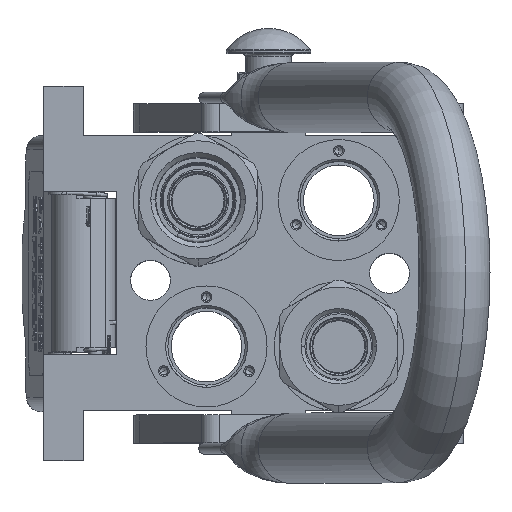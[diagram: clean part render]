
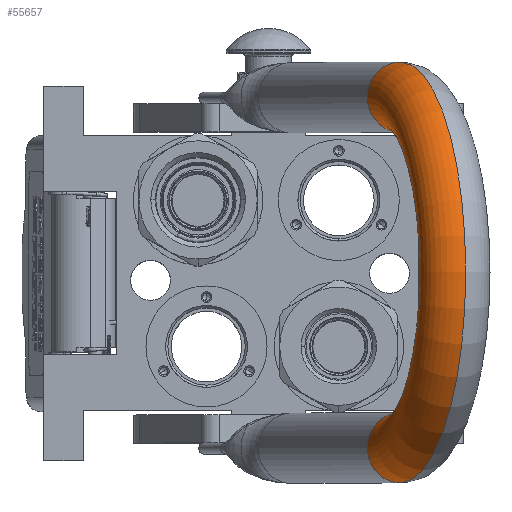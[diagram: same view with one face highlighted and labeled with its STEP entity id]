
A CAD part, top view. The second image highlights one B-rep face of the part: STEP entity #55657.
In plain terms, the highlighted toroidal (fillet/blend) face has major radius 62.25 mm and minor radius 12.5 mm.
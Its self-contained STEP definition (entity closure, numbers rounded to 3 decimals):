
#2514 = DIRECTION ( 'NONE',  ( 0., 0., 1. ) ) ;
#3447 = FACE_OUTER_BOUND ( 'NONE', #38980, .T. ) ;
#6081 = EDGE_CURVE ( 'NONE', #82506, #6805, #41841, .T. ) ;
#6805 = VERTEX_POINT ( 'NONE', #48334 ) ;
#14296 = CARTESIAN_POINT ( 'NONE',  ( 62.25, 0., 125.25 ) ) ;
#15329 = DIRECTION ( 'NONE',  ( 0., 1., 0. ) ) ;
#26647 = DIRECTION ( 'NONE',  ( -1., 0., 0. ) ) ;
#29352 = CARTESIAN_POINT ( 'NONE',  ( -74.75, 0., 125.25 ) ) ;
#36366 = CARTESIAN_POINT ( 'NONE',  ( 0., 0., 125.25 ) ) ;
#38980 = EDGE_LOOP ( 'NONE', ( #106546, #110250, #90391, #85176 ) ) ;
#41841 = CIRCLE ( 'NONE', #84236, 12.5 ) ;
#44244 = VERTEX_POINT ( 'NONE', #114723 ) ;
#47952 = CIRCLE ( 'NONE', #104768, 49.75 ) ;
#48334 = CARTESIAN_POINT ( 'NONE',  ( -49.75, 0., 125.25 ) ) ;
#48365 = TOROIDAL_SURFACE ( 'NONE', #68480, 62.25, 12.5 ) ;
#50821 = DIRECTION ( 'NONE',  ( -1., 0., 0. ) ) ;
#52967 = AXIS2_PLACEMENT_3D ( 'NONE', #124392, #70388, #50821 ) ;
#55657 = ADVANCED_FACE ( 'NONE', ( #3447 ), #48365, .T. ) ;
#55936 = CARTESIAN_POINT ( 'NONE',  ( -62.25, 0., 125.25 ) ) ;
#59031 = AXIS2_PLACEMENT_3D ( 'NONE', #14296, #99916, #132543 ) ;
#68480 = AXIS2_PLACEMENT_3D ( 'NONE', #88784, #15329, #111159 ) ;
#68939 = DIRECTION ( 'NONE',  ( 0., 1., 0. ) ) ;
#69794 = CIRCLE ( 'NONE', #59031, 12.5 ) ;
#70388 = DIRECTION ( 'NONE',  ( 0., 1., 0. ) ) ;
#75996 = DIRECTION ( 'NONE',  ( -1., 0., 0. ) ) ;
#82506 = VERTEX_POINT ( 'NONE', #29352 ) ;
#84236 = AXIS2_PLACEMENT_3D ( 'NONE', #55936, #2514, #75996 ) ;
#85176 = ORIENTED_EDGE ( 'NONE', *, *, #6081, .T. ) ;
#88784 = CARTESIAN_POINT ( 'NONE',  ( 0., 0., 125.25 ) ) ;
#90391 = ORIENTED_EDGE ( 'NONE', *, *, #109564, .F. ) ;
#95430 = CIRCLE ( 'NONE', #52967, 74.75 ) ;
#98141 = EDGE_CURVE ( 'NONE', #125540, #44244, #69794, .T. ) ;
#99916 = DIRECTION ( 'NONE',  ( 0., 0., -1. ) ) ;
#104768 = AXIS2_PLACEMENT_3D ( 'NONE', #36366, #68939, #26647 ) ;
#106546 = ORIENTED_EDGE ( 'NONE', *, *, #119697, .T. ) ;
#108897 = CARTESIAN_POINT ( 'NONE',  ( 74.75, 0., 125.25 ) ) ;
#109564 = EDGE_CURVE ( 'NONE', #82506, #125540, #95430, .T. ) ;
#110250 = ORIENTED_EDGE ( 'NONE', *, *, #98141, .F. ) ;
#111159 = DIRECTION ( 'NONE',  ( 1., 0., 0. ) ) ;
#114723 = CARTESIAN_POINT ( 'NONE',  ( 49.75, 0., 125.25 ) ) ;
#119697 = EDGE_CURVE ( 'NONE', #6805, #44244, #47952, .T. ) ;
#124392 = CARTESIAN_POINT ( 'NONE',  ( 0., 0., 125.25 ) ) ;
#125540 = VERTEX_POINT ( 'NONE', #108897 ) ;
#132543 = DIRECTION ( 'NONE',  ( 1., 0., 0. ) ) ;
